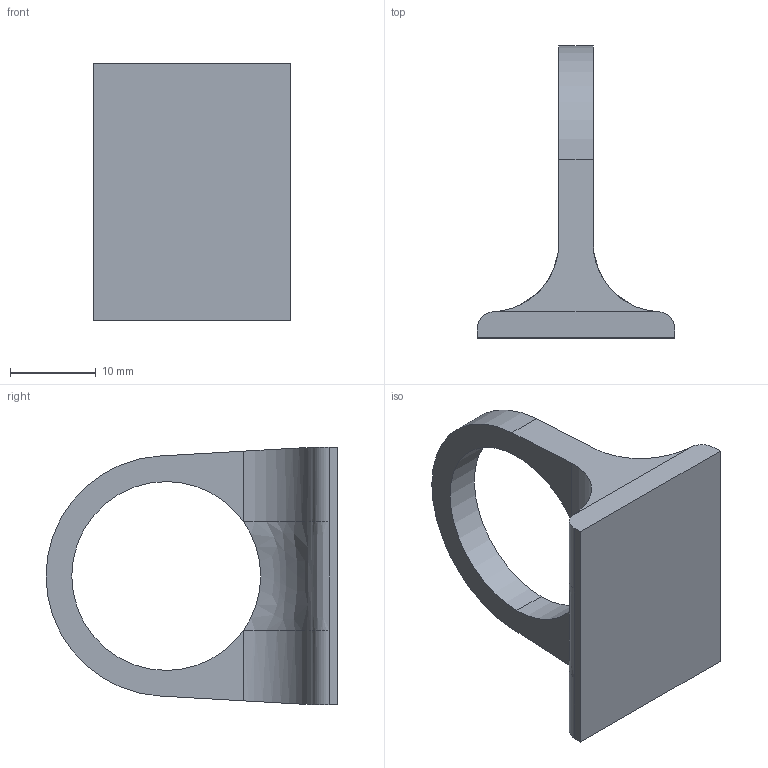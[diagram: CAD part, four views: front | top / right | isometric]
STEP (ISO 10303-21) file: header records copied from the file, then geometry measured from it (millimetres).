
FILE_DESCRIPTION (( 'STEP AP214' ), '1' );
FILE_NAME ('Carabiner Adapter Solo.STEP', '2025-05-15T13:27:38', ( '' ), ( '' ), 'SwSTEP 2.0', 'SolidWorks 2024', '' );
FILE_SCHEMA (( 'AUTOMOTIVE_DESIGN' ));
Length unit declared in the file: millimetre
Products named in the file (1): Carabiner Adapter Solo
Bounding box: 23 x 34 x 30 mm (x, y, z)
Volume: 4498.9 mm3; surface area: 2806 mm2
Topology: 1 solids, 1 shells, 24 faces, 64 edges, 40 vertices
Faces by surface type: cylinder 11, plane 9, bspline 4
Entity records: 947 total; most frequent: CARTESIAN_POINT 351, ORIENTED_EDGE 128, DIRECTION 116, EDGE_CURVE 64, AXIS2_PLACEMENT_3D 43, VERTEX_POINT 40, LINE 30, VECTOR 30
